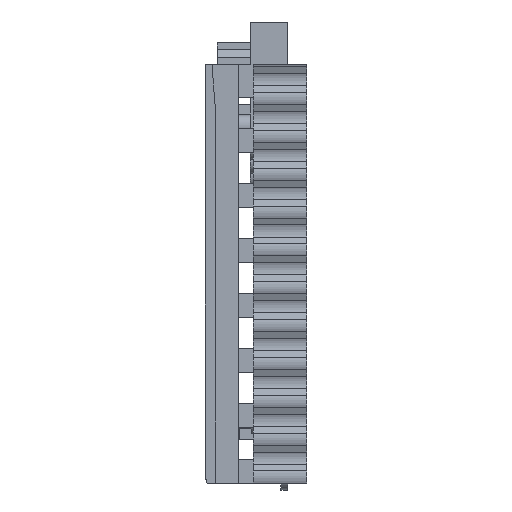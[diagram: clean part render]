
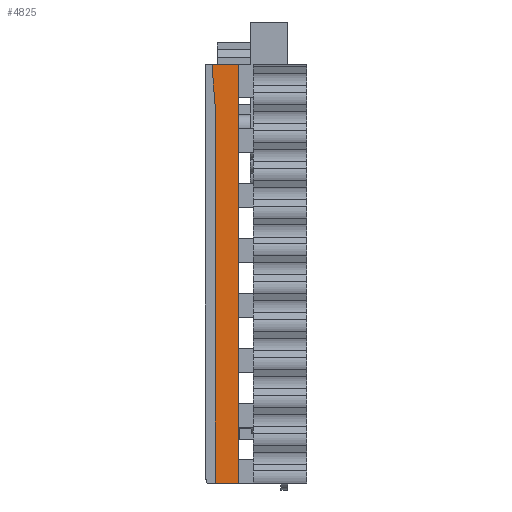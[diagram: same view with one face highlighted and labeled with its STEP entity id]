
A CAD part, left-side view. The second image highlights one B-rep face of the part: STEP entity #4825.
In plain terms, the highlighted planar face has unit normal (-1, 0, 0).
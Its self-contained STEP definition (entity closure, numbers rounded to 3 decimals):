
#153 = DIRECTION ( 'NONE',  ( 0., 0., -1. ) ) ;
#429 = CARTESIAN_POINT ( 'NONE',  ( -96.2, 10.5, 66. ) ) ;
#914 = EDGE_CURVE ( 'NONE', #2056, #12646, #4548, .T. ) ;
#1689 = VERTEX_POINT ( 'NONE', #18833 ) ;
#2056 = VERTEX_POINT ( 'NONE', #28344 ) ;
#2282 = DIRECTION ( 'NONE',  ( 0., 0., -1. ) ) ;
#2398 = ORIENTED_EDGE ( 'NONE', *, *, #18229, .F. ) ;
#4548 = LINE ( 'NONE', #429, #34370 ) ;
#4671 = DIRECTION ( 'NONE',  ( 0., 1., 0. ) ) ;
#4753 = VERTEX_POINT ( 'NONE', #25388 ) ;
#4825 = ADVANCED_FACE ( 'NONE', ( #20269 ), #22110, .T. ) ;
#6211 = CARTESIAN_POINT ( 'NONE',  ( -96.2, 11., 60.8 ) ) ;
#6318 = LINE ( 'NONE', #21002, #15312 ) ;
#7142 = DIRECTION ( 'NONE',  ( -1., 0., 0. ) ) ;
#7408 = DIRECTION ( 'NONE',  ( 0., -1., 0. ) ) ;
#8969 = DIRECTION ( 'NONE',  ( 0., -0.077, -0.997 ) ) ;
#9703 = ORIENTED_EDGE ( 'NONE', *, *, #914, .T. ) ;
#9827 = CARTESIAN_POINT ( 'NONE',  ( -96.2, 0., 60.8 ) ) ;
#12646 = VERTEX_POINT ( 'NONE', #27712 ) ;
#13001 = EDGE_CURVE ( 'NONE', #4753, #1689, #6318, .T. ) ;
#15045 = ORIENTED_EDGE ( 'NONE', *, *, #32060, .T. ) ;
#15312 = VECTOR ( 'NONE', #2282, 1000. ) ;
#17717 = VECTOR ( 'NONE', #7408, 1000. ) ;
#18229 = EDGE_CURVE ( 'NONE', #1689, #12646, #25069, .T. ) ;
#18447 = ORIENTED_EDGE ( 'NONE', *, *, #20404, .F. ) ;
#18833 = CARTESIAN_POINT ( 'NONE',  ( -96.2, 7.2, 0. ) ) ;
#19654 = AXIS2_PLACEMENT_3D ( 'NONE', #20258, #7142, #20191 ) ;
#20191 = DIRECTION ( 'NONE',  ( 0., 0., 1. ) ) ;
#20258 = CARTESIAN_POINT ( 'NONE',  ( -96.2, 0., 66. ) ) ;
#20269 = FACE_OUTER_BOUND ( 'NONE', #25396, .T. ) ;
#20404 = EDGE_CURVE ( 'NONE', #30053, #4753, #33860, .T. ) ;
#21002 = CARTESIAN_POINT ( 'NONE',  ( -96.2, 7.2, 66. ) ) ;
#21013 = CARTESIAN_POINT ( 'NONE',  ( -96.2, 0., 0. ) ) ;
#22110 = PLANE ( 'NONE',  #19654 ) ;
#23751 = CARTESIAN_POINT ( 'NONE',  ( -96.2, 11., 60.8 ) ) ;
#25069 = LINE ( 'NONE', #21013, #29331 ) ;
#25388 = CARTESIAN_POINT ( 'NONE',  ( -96.2, 7.2, 60.8 ) ) ;
#25396 = EDGE_LOOP ( 'NONE', ( #18447, #15045, #9703, #2398, #34569 ) ) ;
#27712 = CARTESIAN_POINT ( 'NONE',  ( -96.2, 10.5, 0. ) ) ;
#27977 = LINE ( 'NONE', #6211, #34318 ) ;
#28344 = CARTESIAN_POINT ( 'NONE',  ( -96.2, 10.5, 54.3 ) ) ;
#29331 = VECTOR ( 'NONE', #4671, 1000. ) ;
#30053 = VERTEX_POINT ( 'NONE', #23751 ) ;
#32060 = EDGE_CURVE ( 'NONE', #30053, #2056, #27977, .T. ) ;
#33860 = LINE ( 'NONE', #9827, #17717 ) ;
#34318 = VECTOR ( 'NONE', #8969, 1000. ) ;
#34370 = VECTOR ( 'NONE', #153, 1000. ) ;
#34569 = ORIENTED_EDGE ( 'NONE', *, *, #13001, .F. ) ;
